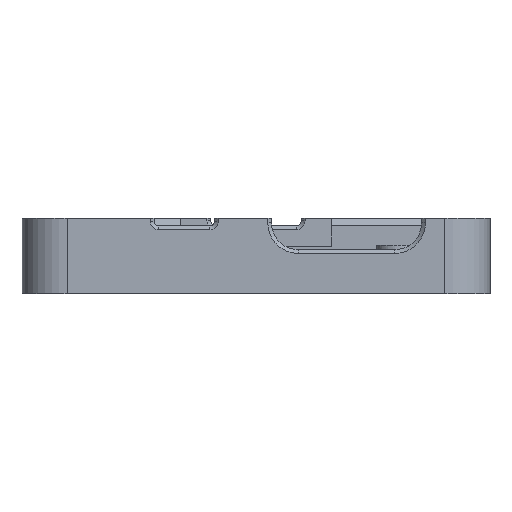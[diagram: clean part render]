
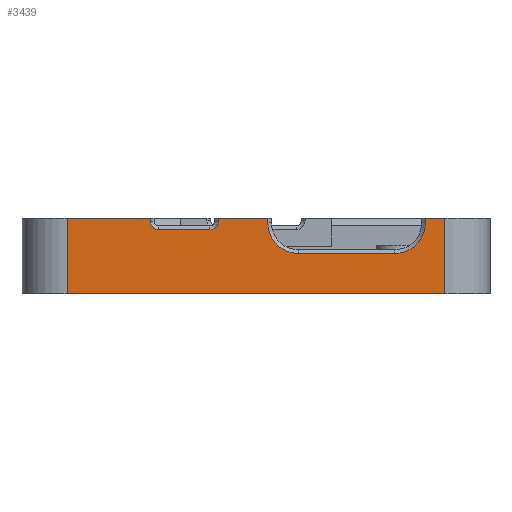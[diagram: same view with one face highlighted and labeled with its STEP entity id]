
A CAD part, front view. The second image highlights one B-rep face of the part: STEP entity #3439.
In plain terms, the highlighted planar face has unit normal (0, -1, 0).
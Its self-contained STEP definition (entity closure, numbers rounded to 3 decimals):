
#87=CIRCLE('',#3562,2.03);
#88=CIRCLE('',#3565,2.03);
#89=CIRCLE('',#3569,0.55);
#90=CIRCLE('',#3572,0.55);
#281=FACE_OUTER_BOUND('',#478,.T.);
#478=EDGE_LOOP('',(#3004,#3005,#3006,#3007,#3008,#3009,#3010,#3011,#3012,
#3013,#3014,#3015,#3016,#3017,#3018,#3019));
#608=LINE('',#4903,#1039);
#635=LINE('',#4973,#1066);
#671=LINE('',#5059,#1102);
#674=LINE('',#5067,#1105);
#676=LINE('',#5073,#1107);
#678=LINE('',#5077,#1109);
#681=LINE('',#5085,#1112);
#683=LINE('',#5091,#1114);
#908=LINE('',#5559,#1339);
#909=LINE('',#5561,#1340);
#910=LINE('',#5563,#1341);
#911=LINE('',#5564,#1342);
#1039=VECTOR('',#3924,10.);
#1066=VECTOR('',#3989,10.);
#1102=VECTOR('',#4075,10.);
#1105=VECTOR('',#4084,10.);
#1107=VECTOR('',#4092,10.);
#1109=VECTOR('',#4096,10.);
#1112=VECTOR('',#4105,10.);
#1114=VECTOR('',#4113,10.);
#1339=VECTOR('',#4572,10.);
#1340=VECTOR('',#4573,10.);
#1341=VECTOR('',#4574,10.);
#1342=VECTOR('',#4575,10.);
#1459=VERTEX_POINT('',#4900);
#1460=VERTEX_POINT('',#4902);
#1483=VERTEX_POINT('',#4970);
#1484=VERTEX_POINT('',#4972);
#1508=VERTEX_POINT('',#5055);
#1509=VERTEX_POINT('',#5057);
#1510=VERTEX_POINT('',#5061);
#1511=VERTEX_POINT('',#5065);
#1512=VERTEX_POINT('',#5069);
#1513=VERTEX_POINT('',#5075);
#1514=VERTEX_POINT('',#5079);
#1515=VERTEX_POINT('',#5083);
#1516=VERTEX_POINT('',#5087);
#1642=VERTEX_POINT('',#5558);
#1643=VERTEX_POINT('',#5560);
#1644=VERTEX_POINT('',#5562);
#1786=EDGE_CURVE('',#1459,#1460,#608,.T.);
#1821=EDGE_CURVE('',#1483,#1484,#635,.T.);
#1865=EDGE_CURVE('',#1509,#1508,#671,.T.);
#1867=EDGE_CURVE('',#1510,#1509,#87,.T.);
#1869=EDGE_CURVE('',#1511,#1510,#674,.T.);
#1871=EDGE_CURVE('',#1512,#1511,#88,.T.);
#1872=EDGE_CURVE('',#1460,#1512,#676,.T.);
#1874=EDGE_CURVE('',#1513,#1459,#678,.T.);
#1876=EDGE_CURVE('',#1514,#1513,#89,.T.);
#1878=EDGE_CURVE('',#1515,#1514,#681,.T.);
#1880=EDGE_CURVE('',#1516,#1515,#90,.T.);
#1881=EDGE_CURVE('',#1484,#1516,#683,.T.);
#2112=EDGE_CURVE('',#1642,#1483,#908,.T.);
#2113=EDGE_CURVE('',#1643,#1642,#909,.T.);
#2114=EDGE_CURVE('',#1644,#1643,#910,.T.);
#2115=EDGE_CURVE('',#1508,#1644,#911,.T.);
#3004=ORIENTED_EDGE('',*,*,#1872,.F.);
#3005=ORIENTED_EDGE('',*,*,#1786,.F.);
#3006=ORIENTED_EDGE('',*,*,#1874,.F.);
#3007=ORIENTED_EDGE('',*,*,#1876,.F.);
#3008=ORIENTED_EDGE('',*,*,#1878,.F.);
#3009=ORIENTED_EDGE('',*,*,#1880,.F.);
#3010=ORIENTED_EDGE('',*,*,#1881,.F.);
#3011=ORIENTED_EDGE('',*,*,#1821,.F.);
#3012=ORIENTED_EDGE('',*,*,#2112,.F.);
#3013=ORIENTED_EDGE('',*,*,#2113,.F.);
#3014=ORIENTED_EDGE('',*,*,#2114,.F.);
#3015=ORIENTED_EDGE('',*,*,#2115,.F.);
#3016=ORIENTED_EDGE('',*,*,#1865,.F.);
#3017=ORIENTED_EDGE('',*,*,#1867,.F.);
#3018=ORIENTED_EDGE('',*,*,#1869,.F.);
#3019=ORIENTED_EDGE('',*,*,#1871,.F.);
#3250=PLANE('',#3690);
#3439=ADVANCED_FACE('',(#281),#3250,.T.);
#3562=AXIS2_PLACEMENT_3D('',#5063,#4079,#4080);
#3565=AXIS2_PLACEMENT_3D('',#5071,#4088,#4089);
#3569=AXIS2_PLACEMENT_3D('',#5081,#4100,#4101);
#3572=AXIS2_PLACEMENT_3D('',#5089,#4109,#4110);
#3690=AXIS2_PLACEMENT_3D('',#5557,#4570,#4571);
#3924=DIRECTION('',(1.,0.,0.));
#3989=DIRECTION('',(1.,0.,0.));
#4075=DIRECTION('',(0.,0.,1.));
#4079=DIRECTION('center_axis',(0.,-1.,0.));
#4080=DIRECTION('ref_axis',(1.,0.,0.));
#4084=DIRECTION('',(1.,0.,0.));
#4088=DIRECTION('center_axis',(0.,-1.,0.));
#4089=DIRECTION('ref_axis',(0.,0.,-1.));
#4092=DIRECTION('',(0.,0.,-1.));
#4096=DIRECTION('',(0.,0.,1.));
#4100=DIRECTION('center_axis',(0.,-1.,0.));
#4101=DIRECTION('ref_axis',(1.,0.,0.));
#4105=DIRECTION('',(1.,0.,0.));
#4109=DIRECTION('center_axis',(0.,-1.,0.));
#4110=DIRECTION('ref_axis',(0.,0.,-1.));
#4113=DIRECTION('',(0.,0.,-1.));
#4570=DIRECTION('center_axis',(0.,-1.,0.));
#4571=DIRECTION('ref_axis',(1.,0.,0.));
#4572=DIRECTION('',(0.,0.,1.));
#4573=DIRECTION('',(-1.,0.,0.));
#4574=DIRECTION('',(0.,0.,-1.));
#4575=DIRECTION('',(1.,0.,0.));
#4900=CARTESIAN_POINT('',(-2.5,-22.7,3.38));
#4902=CARTESIAN_POINT('',(0.78,-22.7,3.38));
#4903=CARTESIAN_POINT('',(-7.75,-22.7,3.38));
#4970=CARTESIAN_POINT('',(-12.5,-22.7,3.38));
#4972=CARTESIAN_POINT('',(-7.,-22.7,3.38));
#4973=CARTESIAN_POINT('',(-7.75,-22.7,3.38));
#5055=CARTESIAN_POINT('',(11.22,-22.7,3.38));
#5057=CARTESIAN_POINT('',(11.22,-22.7,3.08));
#5059=CARTESIAN_POINT('',(11.22,-22.7,3.23));
#5061=CARTESIAN_POINT('',(9.19,-22.7,1.05));
#5063=CARTESIAN_POINT('Origin',(9.19,-22.7,3.08));
#5065=CARTESIAN_POINT('',(2.81,-22.7,1.05));
#5067=CARTESIAN_POINT('',(-6.345,-22.7,1.05));
#5069=CARTESIAN_POINT('',(0.78,-22.7,3.08));
#5071=CARTESIAN_POINT('Origin',(2.81,-22.7,3.08));
#5073=CARTESIAN_POINT('',(0.78,-22.7,3.53));
#5075=CARTESIAN_POINT('',(-2.5,-22.7,3.18));
#5077=CARTESIAN_POINT('',(-2.5,-22.7,3.28));
#5079=CARTESIAN_POINT('',(-3.05,-22.7,2.63));
#5081=CARTESIAN_POINT('Origin',(-3.05,-22.7,3.18));
#5083=CARTESIAN_POINT('',(-6.45,-22.7,2.63));
#5085=CARTESIAN_POINT('',(-10.975,-22.7,2.63));
#5087=CARTESIAN_POINT('',(-7.,-22.7,3.18));
#5089=CARTESIAN_POINT('Origin',(-6.45,-22.7,3.18));
#5091=CARTESIAN_POINT('',(-7.,-22.7,3.48));
#5557=CARTESIAN_POINT('Origin',(-15.5,-22.7,3.38));
#5558=CARTESIAN_POINT('',(-12.5,-22.7,-1.62));
#5559=CARTESIAN_POINT('',(-12.5,-22.7,3.38));
#5560=CARTESIAN_POINT('',(12.5,-22.7,-1.62));
#5561=CARTESIAN_POINT('',(-15.5,-22.7,-1.62));
#5562=CARTESIAN_POINT('',(12.5,-22.7,3.38));
#5563=CARTESIAN_POINT('',(12.5,-22.7,3.38));
#5564=CARTESIAN_POINT('',(-7.75,-22.7,3.38));
